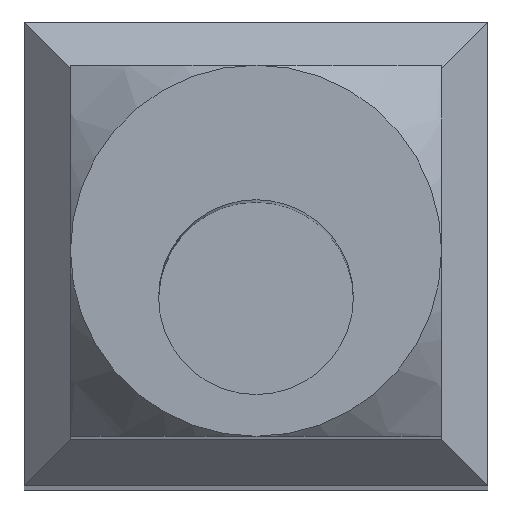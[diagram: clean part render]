
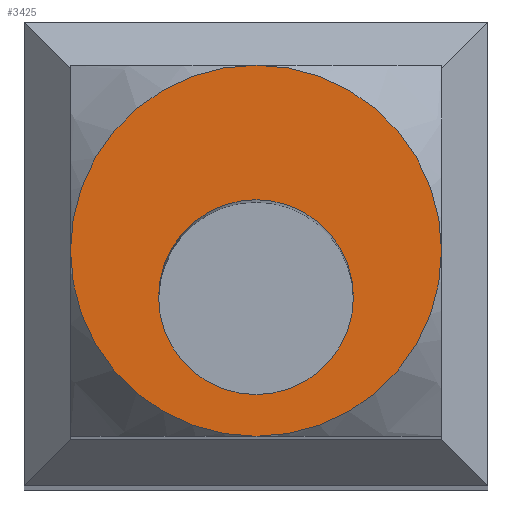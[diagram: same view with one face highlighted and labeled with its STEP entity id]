
A CAD part, top view. The second image highlights one B-rep face of the part: STEP entity #3425.
In plain terms, the highlighted planar face has unit normal (0, 0, 1).
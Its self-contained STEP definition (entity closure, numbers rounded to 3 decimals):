
#134 = CARTESIAN_POINT ( 'NONE',  ( 2.1, -1., 65. ) ) ;
#335 = EDGE_CURVE ( 'NONE', #4241, #8754, #7385, .T. ) ;
#477 = ORIENTED_EDGE ( 'NONE', *, *, #335, .F. ) ;
#695 = DIRECTION ( 'NONE',  ( 1., 0., 0. ) ) ;
#1273 = EDGE_CURVE ( 'NONE', #3734, #8747, #4508, .T. ) ;
#1291 = AXIS2_PLACEMENT_3D ( 'NONE', #4077, #7996, #8732 ) ;
#1830 = AXIS2_PLACEMENT_3D ( 'NONE', #10609, #4774, #8051 ) ;
#2651 = AXIS2_PLACEMENT_3D ( 'NONE', #4082, #4811, #695 ) ;
#2788 = CARTESIAN_POINT ( 'NONE',  ( 0., -1., 65. ) ) ;
#2867 = CARTESIAN_POINT ( 'NONE',  ( 0., 4., 65. ) ) ;
#3069 = CARTESIAN_POINT ( 'NONE',  ( -4., 0., 65. ) ) ;
#3425 = ADVANCED_FACE ( 'NONE', ( #9326, #6580 ), #9807, .T. ) ;
#3583 = DIRECTION ( 'NONE',  ( 0., 0., 1. ) ) ;
#3734 = VERTEX_POINT ( 'NONE', #6111 ) ;
#3869 = AXIS2_PLACEMENT_3D ( 'NONE', #4413, #7654, #7766 ) ;
#4077 = CARTESIAN_POINT ( 'NONE',  ( 0., 0., 65. ) ) ;
#4082 = CARTESIAN_POINT ( 'NONE',  ( 0., 0., 65. ) ) ;
#4158 = CARTESIAN_POINT ( 'NONE',  ( 0., 0., 65. ) ) ;
#4241 = VERTEX_POINT ( 'NONE', #2867 ) ;
#4413 = CARTESIAN_POINT ( 'NONE',  ( 0., 0., 65. ) ) ;
#4508 = CIRCLE ( 'NONE', #1830, 4. ) ;
#4529 = EDGE_CURVE ( 'NONE', #8754, #3734, #5280, .T. ) ;
#4614 = ORIENTED_EDGE ( 'NONE', *, *, #6072, .F. ) ;
#4658 = CARTESIAN_POINT ( 'NONE',  ( 4., 0., 65. ) ) ;
#4774 = DIRECTION ( 'NONE',  ( 0., 0., -1. ) ) ;
#4811 = DIRECTION ( 'NONE',  ( 0., 0., -1. ) ) ;
#4890 = AXIS2_PLACEMENT_3D ( 'NONE', #4158, #10649, #4992 ) ;
#4992 = DIRECTION ( 'NONE',  ( 1., 0., 0. ) ) ;
#5131 = DIRECTION ( 'NONE',  ( 1., 0., 0. ) ) ;
#5137 = CIRCLE ( 'NONE', #9639, 2.1 ) ;
#5195 = ORIENTED_EDGE ( 'NONE', *, *, #1273, .F. ) ;
#5280 = CIRCLE ( 'NONE', #1291, 4. ) ;
#5784 = ORIENTED_EDGE ( 'NONE', *, *, #9819, .F. ) ;
#6072 = EDGE_CURVE ( 'NONE', #8872, #8872, #5137, .T. ) ;
#6111 = CARTESIAN_POINT ( 'NONE',  ( 0., -4., 65. ) ) ;
#6560 = EDGE_LOOP ( 'NONE', ( #4614 ) ) ;
#6580 = FACE_OUTER_BOUND ( 'NONE', #8366, .T. ) ;
#7385 = CIRCLE ( 'NONE', #2651, 4. ) ;
#7654 = DIRECTION ( 'NONE',  ( 0., 0., -1. ) ) ;
#7704 = CIRCLE ( 'NONE', #3869, 4. ) ;
#7766 = DIRECTION ( 'NONE',  ( -1., 0., 0. ) ) ;
#7996 = DIRECTION ( 'NONE',  ( 0., 0., -1. ) ) ;
#8051 = DIRECTION ( 'NONE',  ( 1., 0., 0. ) ) ;
#8366 = EDGE_LOOP ( 'NONE', ( #10615, #477, #5784, #5195 ) ) ;
#8732 = DIRECTION ( 'NONE',  ( 1., 0., 0. ) ) ;
#8747 = VERTEX_POINT ( 'NONE', #3069 ) ;
#8754 = VERTEX_POINT ( 'NONE', #4658 ) ;
#8872 = VERTEX_POINT ( 'NONE', #134 ) ;
#9326 = FACE_BOUND ( 'NONE', #6560, .T. ) ;
#9639 = AXIS2_PLACEMENT_3D ( 'NONE', #2788, #3583, #5131 ) ;
#9807 = PLANE ( 'NONE',  #4890 ) ;
#9819 = EDGE_CURVE ( 'NONE', #8747, #4241, #7704, .T. ) ;
#10609 = CARTESIAN_POINT ( 'NONE',  ( 0., 0., 65. ) ) ;
#10615 = ORIENTED_EDGE ( 'NONE', *, *, #4529, .F. ) ;
#10649 = DIRECTION ( 'NONE',  ( 0., 0., 1. ) ) ;
